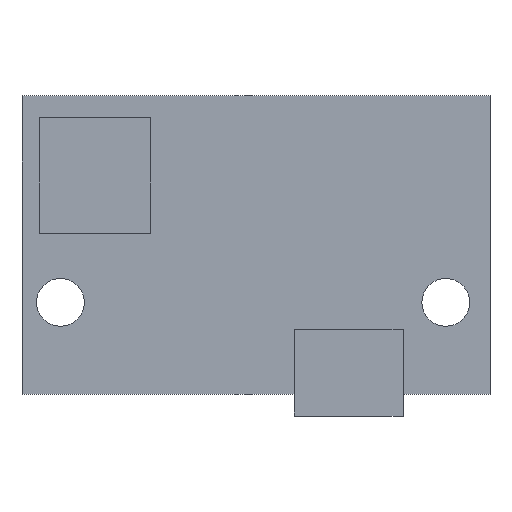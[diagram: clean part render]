
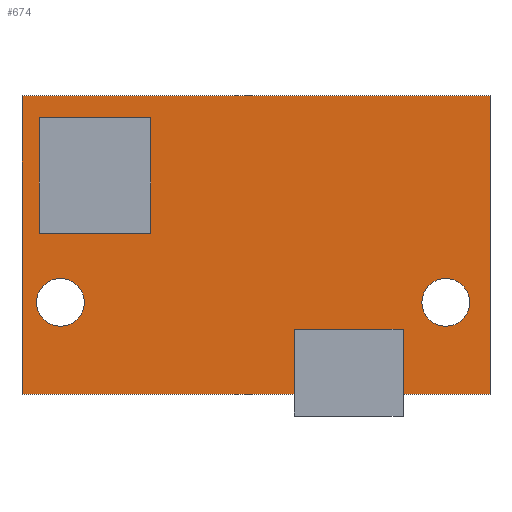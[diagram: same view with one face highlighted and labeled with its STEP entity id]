
A CAD part, top view. The second image highlights one B-rep face of the part: STEP entity #674.
In plain terms, the highlighted planar face has unit normal (0, 0, 1).
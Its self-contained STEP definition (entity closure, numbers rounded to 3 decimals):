
#540 = VERTEX_POINT('',#541);
#541 = CARTESIAN_POINT('',(-16.15,-10.3,1.6));
#547 = EDGE_CURVE('',#540,#548,#550,.T.);
#548 = VERTEX_POINT('',#549);
#549 = CARTESIAN_POINT('',(16.15,-10.3,1.6));
#550 = LINE('',#551,#552);
#551 = CARTESIAN_POINT('',(-16.15,-10.3,1.6));
#552 = VECTOR('',#553,1.);
#553 = DIRECTION('',(1.,0.,0.));
#580 = VERTEX_POINT('',#581);
#581 = CARTESIAN_POINT('',(-16.15,10.3,1.6));
#587 = EDGE_CURVE('',#580,#540,#588,.T.);
#588 = LINE('',#589,#590);
#589 = CARTESIAN_POINT('',(-16.15,10.3,1.6));
#590 = VECTOR('',#591,1.);
#591 = DIRECTION('',(0.,-1.,0.));
#609 = EDGE_CURVE('',#548,#610,#612,.T.);
#610 = VERTEX_POINT('',#611);
#611 = CARTESIAN_POINT('',(16.15,10.3,1.6));
#612 = LINE('',#613,#614);
#613 = CARTESIAN_POINT('',(16.15,-10.3,1.6));
#614 = VECTOR('',#615,1.);
#615 = DIRECTION('',(0.,1.,0.));
#674 = ADVANCED_FACE('',(#675,#686,#697),#708,.T.);
#675 = FACE_BOUND('',#676,.T.);
#676 = EDGE_LOOP('',(#677,#678,#679,#685));
#677 = ORIENTED_EDGE('',*,*,#547,.T.);
#678 = ORIENTED_EDGE('',*,*,#609,.T.);
#679 = ORIENTED_EDGE('',*,*,#680,.T.);
#680 = EDGE_CURVE('',#610,#580,#681,.T.);
#681 = LINE('',#682,#683);
#682 = CARTESIAN_POINT('',(16.15,10.3,1.6));
#683 = VECTOR('',#684,1.);
#684 = DIRECTION('',(-1.,0.,0.));
#685 = ORIENTED_EDGE('',*,*,#587,.T.);
#686 = FACE_BOUND('',#687,.T.);
#687 = EDGE_LOOP('',(#688));
#688 = ORIENTED_EDGE('',*,*,#689,.F.);
#689 = EDGE_CURVE('',#690,#690,#692,.T.);
#690 = VERTEX_POINT('',#691);
#691 = CARTESIAN_POINT('',(-11.85,-3.95,1.6));
#692 = CIRCLE('',#693,1.65);
#693 = AXIS2_PLACEMENT_3D('',#694,#695,#696);
#694 = CARTESIAN_POINT('',(-13.5,-3.95,1.6));
#695 = DIRECTION('',(0.,0.,1.));
#696 = DIRECTION('',(1.,0.,0.));
#697 = FACE_BOUND('',#698,.T.);
#698 = EDGE_LOOP('',(#699));
#699 = ORIENTED_EDGE('',*,*,#700,.F.);
#700 = EDGE_CURVE('',#701,#701,#703,.T.);
#701 = VERTEX_POINT('',#702);
#702 = CARTESIAN_POINT('',(14.75,-3.95,1.6));
#703 = CIRCLE('',#704,1.65);
#704 = AXIS2_PLACEMENT_3D('',#705,#706,#707);
#705 = CARTESIAN_POINT('',(13.1,-3.95,1.6));
#706 = DIRECTION('',(0.,0.,1.));
#707 = DIRECTION('',(1.,0.,0.));
#708 = PLANE('',#709);
#709 = AXIS2_PLACEMENT_3D('',#710,#711,#712);
#710 = CARTESIAN_POINT('',(0.,0.,1.6));
#711 = DIRECTION('',(0.,0.,1.));
#712 = DIRECTION('',(1.,0.,0.));
